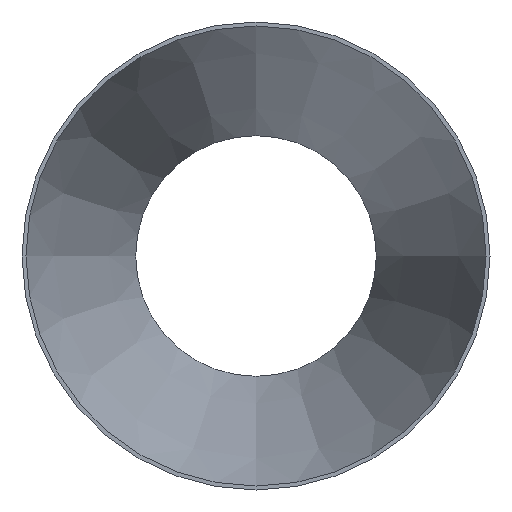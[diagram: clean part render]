
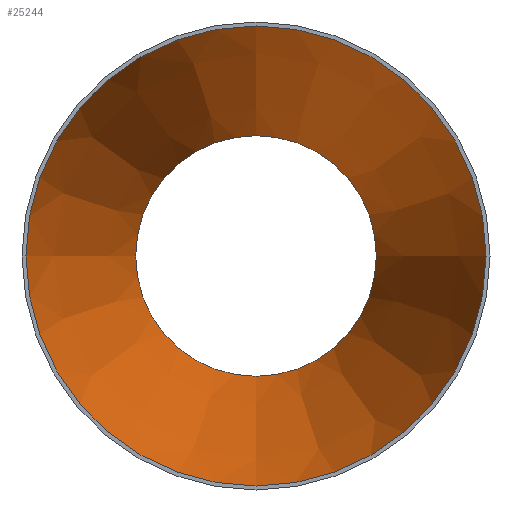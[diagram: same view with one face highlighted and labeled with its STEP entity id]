
A CAD part, front view. The second image highlights one B-rep face of the part: STEP entity #25244.
In plain terms, the highlighted conical face has half-angle 15.706 degrees and reference radius 299.606 mm.
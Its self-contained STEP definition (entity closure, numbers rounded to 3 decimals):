
#128 = CARTESIAN_POINT ( 'NONE',  ( 0., 0., 0. ) ) ;
#6131 = CARTESIAN_POINT ( 'NONE',  ( 0., 508., -156.756 ) ) ;
#7750 = DIRECTION ( 'NONE',  ( 0., -1., 0. ) ) ;
#14852 = AXIS2_PLACEMENT_3D ( 'NONE', #46736, #50593, #36661 ) ;
#15599 = ORIENTED_EDGE ( 'NONE', *, *, #44248, .F. ) ;
#16904 = DIRECTION ( 'NONE',  ( 0., 0., -1. ) ) ;
#18087 = EDGE_LOOP ( 'NONE', ( #42433 ) ) ;
#22090 = VERTEX_POINT ( 'NONE', #6131 ) ;
#24514 = DIRECTION ( 'NONE',  ( 0., 0., -1. ) ) ;
#25244 = ADVANCED_FACE ( 'NONE', ( #37023, #53530 ), #50525, .F. ) ;
#27172 = CIRCLE ( 'NONE', #14852, 156.756 ) ;
#31213 = AXIS2_PLACEMENT_3D ( 'NONE', #128, #45806, #16904 ) ;
#32151 = EDGE_LOOP ( 'NONE', ( #15599 ) ) ;
#36661 = DIRECTION ( 'NONE',  ( 0., 0., -1. ) ) ;
#37023 = FACE_BOUND ( 'NONE', #32151, .T. ) ;
#39960 = CARTESIAN_POINT ( 'NONE',  ( 0., 0., -299.606 ) ) ;
#41127 = CIRCLE ( 'NONE', #51668, 299.606 ) ;
#42433 = ORIENTED_EDGE ( 'NONE', *, *, #43568, .T. ) ;
#43568 = EDGE_CURVE ( 'NONE', #47388, #47388, #41127, .T. ) ;
#44248 = EDGE_CURVE ( 'NONE', #22090, #22090, #27172, .T. ) ;
#45434 = CARTESIAN_POINT ( 'NONE',  ( 0., 0., 0. ) ) ;
#45806 = DIRECTION ( 'NONE',  ( 0., -1., 0. ) ) ;
#46736 = CARTESIAN_POINT ( 'NONE',  ( 0., 508., 0. ) ) ;
#47388 = VERTEX_POINT ( 'NONE', #39960 ) ;
#50525 = CONICAL_SURFACE ( 'NONE', #31213, 299.606, 0.274 ) ;
#50593 = DIRECTION ( 'NONE',  ( 0., -1., 0. ) ) ;
#51668 = AXIS2_PLACEMENT_3D ( 'NONE', #45434, #7750, #24514 ) ;
#53530 = FACE_OUTER_BOUND ( 'NONE', #18087, .T. ) ;
